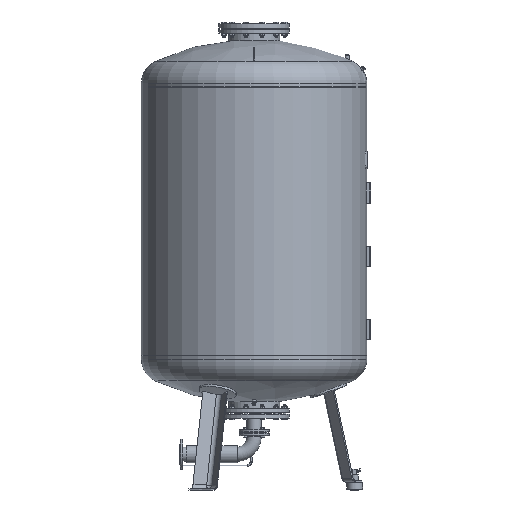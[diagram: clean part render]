
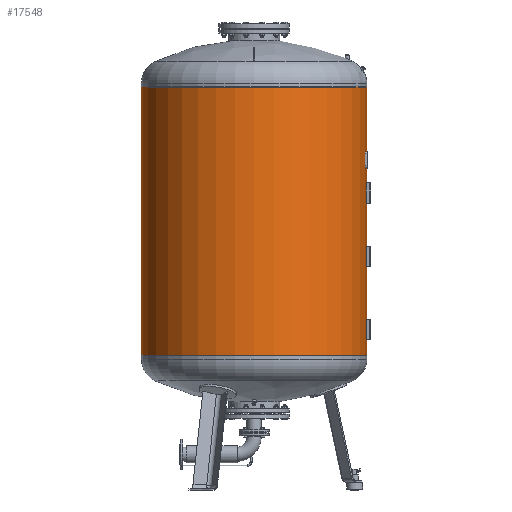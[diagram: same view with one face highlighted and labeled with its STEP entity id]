
A CAD part, left-side view. The second image highlights one B-rep face of the part: STEP entity #17548.
In plain terms, the highlighted cylindrical face has radius 600 mm (diameter 1200 mm), a full revolution.
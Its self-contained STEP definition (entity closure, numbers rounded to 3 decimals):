
#4565=FACE_BOUND($,#6735,.T.);
#5402=FACE_OUTER_BOUND($,#6734,.T.);
#6734=EDGE_LOOP($,(#14888));
#6735=EDGE_LOOP($,(#14889));
#7699=CIRCLE($,#19103,600.);
#7700=CIRCLE($,#19105,600.);
#8961=VERTEX_POINT($,#28716);
#8962=VERTEX_POINT($,#28719);
#11051=EDGE_CURVE($,#8961,#8961,#7699,.T.);
#11052=EDGE_CURVE($,#8962,#8962,#7700,.T.);
#14888=ORIENTED_EDGE($,*,*,#11051,.T.);
#14889=ORIENTED_EDGE($,*,*,#11052,.F.);
#16794=CYLINDRICAL_SURFACE($,#19104,600.);
#17548=ADVANCED_FACE($,(#5402,#4565),#16794,.T.);
#19103=AXIS2_PLACEMENT_3D($,#28717,#22963,#22964);
#19104=AXIS2_PLACEMENT_3D($,#28718,#22965,#22966);
#19105=AXIS2_PLACEMENT_3D($,#28720,#22967,#22968);
#22963=DIRECTION('center_axis',(0.,0.,1.));
#22964=DIRECTION('ref_axis',(1.,0.,0.));
#22965=DIRECTION('center_axis',(0.,0.,1.));
#22966=DIRECTION('ref_axis',(1.,0.,0.));
#22967=DIRECTION('center_axis',(0.,0.,1.));
#22968=DIRECTION('ref_axis',(1.,0.,0.));
#28716=CARTESIAN_POINT('',(600.,0.,718.));
#28717=CARTESIAN_POINT('Origin',(0.,0.,718.));
#28718=CARTESIAN_POINT('Origin',(0.,0.,1781.));
#28719=CARTESIAN_POINT('',(600.,0.,2142.));
#28720=CARTESIAN_POINT('Origin',(0.,0.,2142.));
